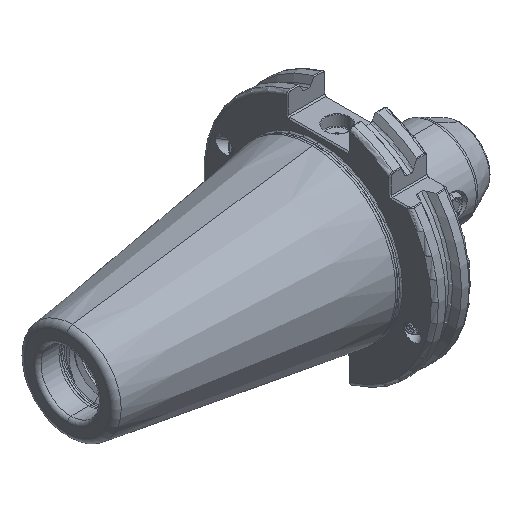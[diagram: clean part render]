
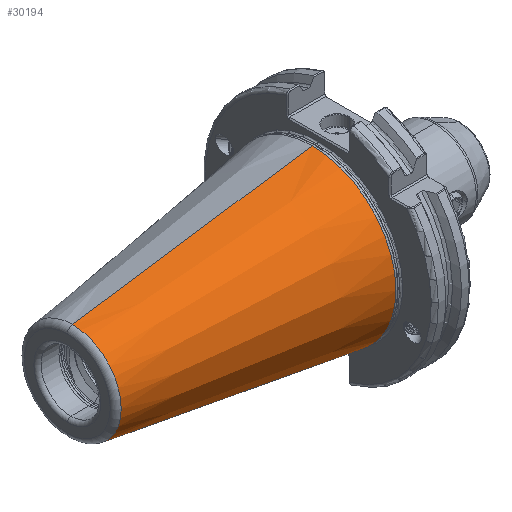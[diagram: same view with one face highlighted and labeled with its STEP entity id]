
A CAD part, isometric view. The second image highlights one B-rep face of the part: STEP entity #30194.
In plain terms, the highlighted conical face has half-angle 8.297 degrees and reference radius 35.392 mm.
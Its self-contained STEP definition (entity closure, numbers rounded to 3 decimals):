
#727 = CIRCLE ( 'NONE', #1321, 20.399 ) ;
#1050 = LINE ( 'NONE', #23745, #1072 ) ;
#1071 = CIRCLE ( 'NONE', #18168, 35.027 ) ;
#1072 = VECTOR ( 'NONE', #23754, 1000. ) ;
#1151 = LINE ( 'NONE', #12066, #1155 ) ;
#1155 = VECTOR ( 'NONE', #12172, 1000. ) ;
#1312 = AXIS2_PLACEMENT_3D ( 'NONE', #3140, #3139, #3151 ) ;
#1321 = AXIS2_PLACEMENT_3D ( 'NONE', #1990, #2005, #2007 ) ;
#1620 = AXIS2_PLACEMENT_3D ( 'NONE', #11869, #11892, #11859 ) ;
#1990 = CARTESIAN_POINT ( 'NONE',  ( -102.811, 0., 0. ) ) ;
#2005 = DIRECTION ( 'NONE',  ( 1., 0., 0. ) ) ;
#2007 = DIRECTION ( 'NONE',  ( 0., 0., 1. ) ) ;
#3139 = DIRECTION ( 'NONE',  ( 1., 0., 0. ) ) ;
#3140 = CARTESIAN_POINT ( 'NONE',  ( -2.5, 0., 0. ) ) ;
#3151 = DIRECTION ( 'NONE',  ( 0., 1., 0. ) ) ;
#4990 = FACE_OUTER_BOUND ( 'NONE', #16452, .T. ) ;
#5012 = CONICAL_SURFACE ( 'NONE', #1620, 35.392, 0.145 ) ;
#8266 = ORIENTED_EDGE ( 'NONE', *, *, #14596, .F. ) ;
#8268 = ORIENTED_EDGE ( 'NONE', *, *, #14313, .F. ) ;
#8288 = ORIENTED_EDGE ( 'NONE', *, *, #14403, .F. ) ;
#8320 = ORIENTED_EDGE ( 'NONE', *, *, #14320, .T. ) ;
#8327 = ORIENTED_EDGE ( 'NONE', *, *, #14558, .T. ) ;
#11859 = DIRECTION ( 'NONE',  ( 0., 0., -1. ) ) ;
#11869 = CARTESIAN_POINT ( 'NONE',  ( 0., 0., 0. ) ) ;
#11892 = DIRECTION ( 'NONE',  ( 1., 0., 0. ) ) ;
#12066 = CARTESIAN_POINT ( 'NONE',  ( 0., 0., 35.392 ) ) ;
#12172 = DIRECTION ( 'NONE',  ( 0.99, 0., 0.144 ) ) ;
#14313 = EDGE_CURVE ( 'NONE', #16551, #16550, #1071, .T. ) ;
#14320 = EDGE_CURVE ( 'NONE', #16540, #34275, #1050, .T. ) ;
#14403 = EDGE_CURVE ( 'NONE', #16571, #16551, #1151, .T. ) ;
#14558 = EDGE_CURVE ( 'NONE', #16571, #16540, #727, .T. ) ;
#14596 = EDGE_CURVE ( 'NONE', #16550, #34275, #23836, .T. ) ;
#16452 = EDGE_LOOP ( 'NONE', ( #8288, #8327, #8320, #8266, #8268 ) ) ;
#16540 = VERTEX_POINT ( 'NONE', #19682 ) ;
#16550 = VERTEX_POINT ( 'NONE', #19842 ) ;
#16551 = VERTEX_POINT ( 'NONE', #19732 ) ;
#16571 = VERTEX_POINT ( 'NONE', #19768 ) ;
#18168 = AXIS2_PLACEMENT_3D ( 'NONE', #23700, #23724, #23727 ) ;
#19682 = CARTESIAN_POINT ( 'NONE',  ( -102.811, 0., -20.399 ) ) ;
#19732 = CARTESIAN_POINT ( 'NONE',  ( -2.5, 0., 35.027 ) ) ;
#19768 = CARTESIAN_POINT ( 'NONE',  ( -102.811, 0., 20.399 ) ) ;
#19842 = CARTESIAN_POINT ( 'NONE',  ( -2.5, -35.027, 0. ) ) ;
#23700 = CARTESIAN_POINT ( 'NONE',  ( -2.5, 0., 0. ) ) ;
#23724 = DIRECTION ( 'NONE',  ( 1., 0., 0. ) ) ;
#23727 = DIRECTION ( 'NONE',  ( 0., 1., 0. ) ) ;
#23745 = CARTESIAN_POINT ( 'NONE',  ( 0., 0., -35.392 ) ) ;
#23754 = DIRECTION ( 'NONE',  ( 0.99, 0., -0.144 ) ) ;
#23836 = CIRCLE ( 'NONE', #1312, 35.027 ) ;
#24458 = CARTESIAN_POINT ( 'NONE',  ( -2.5, 0., -35.027 ) ) ;
#30194 = ADVANCED_FACE ( 'NONE', ( #4990 ), #5012, .T. ) ;
#34275 = VERTEX_POINT ( 'NONE', #24458 ) ;
